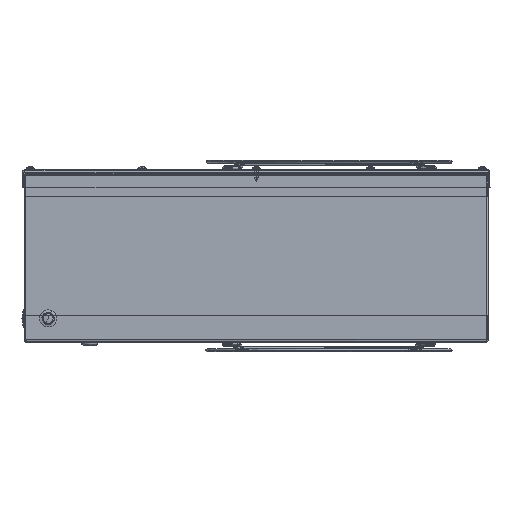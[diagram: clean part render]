
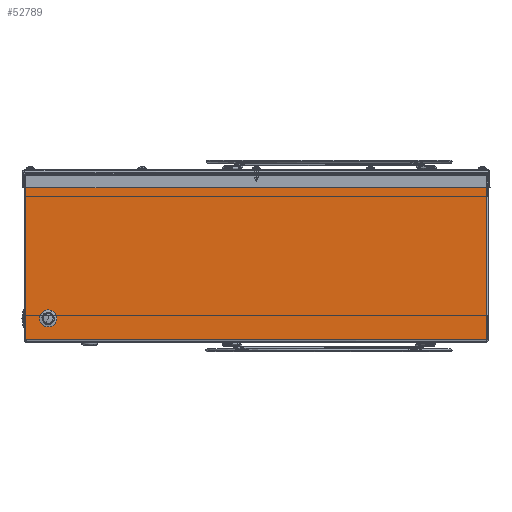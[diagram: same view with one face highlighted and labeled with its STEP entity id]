
A CAD part, front view. The second image highlights one B-rep face of the part: STEP entity #52789.
In plain terms, the highlighted planar face has unit normal (0, -1, 0).
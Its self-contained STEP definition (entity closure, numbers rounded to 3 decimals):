
#609 = CARTESIAN_POINT ( 'NONE',  ( 193.929, -900., 139. ) ) ;
#3834 = CARTESIAN_POINT ( 'NONE',  ( -193.929, -900., 1. ) ) ;
#4206 = ORIENTED_EDGE ( 'NONE', *, *, #32651, .F. ) ;
#4449 = ORIENTED_EDGE ( 'NONE', *, *, #40151, .F. ) ;
#6509 = ORIENTED_EDGE ( 'NONE', *, *, #27223, .F. ) ;
#8154 = EDGE_CURVE ( 'NONE', #21053, #30817, #22251, .T. ) ;
#11831 = FACE_OUTER_BOUND ( 'NONE', #38658, .T. ) ;
#14825 = VERTEX_POINT ( 'NONE', #27991 ) ;
#15008 = AXIS2_PLACEMENT_3D ( 'NONE', #41608, #16782, #17150 ) ;
#15251 = CARTESIAN_POINT ( 'NONE',  ( -175., -900., 19. ) ) ;
#15750 = VECTOR ( 'NONE', #17851, 1000. ) ;
#15900 = EDGE_CURVE ( 'NONE', #49768, #29376, #36578, .T. ) ;
#16782 = DIRECTION ( 'NONE',  ( 0., -1., 0. ) ) ;
#17150 = DIRECTION ( 'NONE',  ( 0., 0., -1. ) ) ;
#17851 = DIRECTION ( 'NONE',  ( -1., 0., 0. ) ) ;
#19384 = DIRECTION ( 'NONE',  ( 0., 0., -1. ) ) ;
#19419 = CIRCLE ( 'NONE', #15008, 5. ) ;
#20150 = VERTEX_POINT ( 'NONE', #37983 ) ;
#21053 = VERTEX_POINT ( 'NONE', #22721 ) ;
#21640 = CARTESIAN_POINT ( 'NONE',  ( 193.929, -900., 0. ) ) ;
#22204 = PLANE ( 'NONE',  #37751 ) ;
#22251 = LINE ( 'NONE', #42846, #15750 ) ;
#22319 = ORIENTED_EDGE ( 'NONE', *, *, #8154, .F. ) ;
#22721 = CARTESIAN_POINT ( 'NONE',  ( 193.929, -900., 1. ) ) ;
#24019 = CARTESIAN_POINT ( 'NONE',  ( 193.929, -900., 139. ) ) ;
#26143 = DIRECTION ( 'NONE',  ( 0., 0., 1. ) ) ;
#26188 = DIRECTION ( 'NONE',  ( 0., 0., 1. ) ) ;
#26570 = EDGE_CURVE ( 'NONE', #21053, #49768, #39547, .T. ) ;
#27223 = EDGE_CURVE ( 'NONE', #20150, #14825, #19419, .T. ) ;
#27991 = CARTESIAN_POINT ( 'NONE',  ( -175., -900., 14. ) ) ;
#29376 = VERTEX_POINT ( 'NONE', #47310 ) ;
#30817 = VERTEX_POINT ( 'NONE', #3834 ) ;
#32257 = ORIENTED_EDGE ( 'NONE', *, *, #26570, .T. ) ;
#32651 = EDGE_CURVE ( 'NONE', #14825, #20150, #52781, .T. ) ;
#33959 = VECTOR ( 'NONE', #53072, 1000. ) ;
#34856 = VECTOR ( 'NONE', #36378, 1000. ) ;
#36378 = DIRECTION ( 'NONE',  ( 0., 0., 1. ) ) ;
#36578 = LINE ( 'NONE', #24019, #33959 ) ;
#37751 = AXIS2_PLACEMENT_3D ( 'NONE', #46527, #50711, #26188 ) ;
#37983 = CARTESIAN_POINT ( 'NONE',  ( -175., -900., 24. ) ) ;
#38658 = EDGE_LOOP ( 'NONE', ( #41749, #4449, #22319, #32257 ) ) ;
#39547 = LINE ( 'NONE', #21640, #47400 ) ;
#40151 = EDGE_CURVE ( 'NONE', #30817, #29376, #45965, .T. ) ;
#41608 = CARTESIAN_POINT ( 'NONE',  ( -175., -900., 19. ) ) ;
#41749 = ORIENTED_EDGE ( 'NONE', *, *, #15900, .T. ) ;
#41868 = EDGE_LOOP ( 'NONE', ( #4206, #6509 ) ) ;
#42846 = CARTESIAN_POINT ( 'NONE',  ( -195., -900., 1. ) ) ;
#44226 = DIRECTION ( 'NONE',  ( 0., -1., 0. ) ) ;
#45029 = AXIS2_PLACEMENT_3D ( 'NONE', #15251, #44226, #19384 ) ;
#45965 = LINE ( 'NONE', #53495, #34856 ) ;
#46527 = CARTESIAN_POINT ( 'NONE',  ( 0., -900., 0. ) ) ;
#47310 = CARTESIAN_POINT ( 'NONE',  ( -193.929, -900., 139. ) ) ;
#47400 = VECTOR ( 'NONE', #26143, 1000. ) ;
#48206 = FACE_BOUND ( 'NONE', #41868, .T. ) ;
#49768 = VERTEX_POINT ( 'NONE', #609 ) ;
#50711 = DIRECTION ( 'NONE',  ( 0., 1., 0. ) ) ;
#52781 = CIRCLE ( 'NONE', #45029, 5. ) ;
#52789 = ADVANCED_FACE ( 'NONE', ( #48206, #11831 ), #22204, .F. ) ;
#53072 = DIRECTION ( 'NONE',  ( -1., 0., 0. ) ) ;
#53495 = CARTESIAN_POINT ( 'NONE',  ( -193.929, -900., 0. ) ) ;
